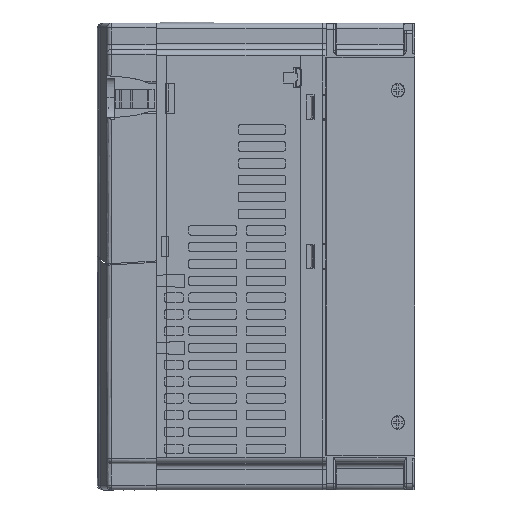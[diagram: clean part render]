
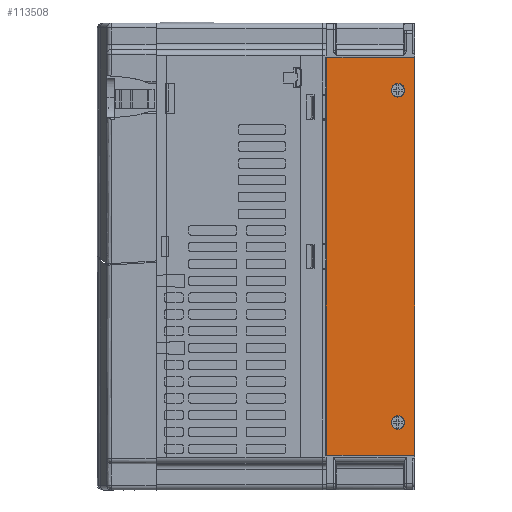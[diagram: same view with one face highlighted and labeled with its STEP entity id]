
A CAD part, left-side view. The second image highlights one B-rep face of the part: STEP entity #113508.
In plain terms, the highlighted planar face has unit normal (-1, 0, 0).
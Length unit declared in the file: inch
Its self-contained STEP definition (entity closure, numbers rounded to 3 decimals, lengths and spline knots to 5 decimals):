
#2316 = CIRCLE ( 'NONE', #134326, 0.14173 ) ;
#4056 = EDGE_LOOP ( 'NONE', ( #123859, #22199, #154748, #42613 ) ) ;
#9473 = CARTESIAN_POINT ( 'NONE',  ( -2.3622, -1.59449, 3.64567 ) ) ;
#12926 = EDGE_CURVE ( 'NONE', #28037, #91069, #159422, .T. ) ;
#13290 = ORIENTED_EDGE ( 'NONE', *, *, #25151, .F. ) ;
#15412 = AXIS2_PLACEMENT_3D ( 'NONE', #50197, #151039, #201948 ) ;
#15492 = CARTESIAN_POINT ( 'NONE',  ( -2.3622, -1.59449, 3.50394 ) ) ;
#15927 = EDGE_CURVE ( 'NONE', #91069, #28037, #144810, .T. ) ;
#20862 = EDGE_CURVE ( 'NONE', #217979, #48274, #209599, .T. ) ;
#21090 = CARTESIAN_POINT ( 'NONE',  ( -2.3622, -1.94882, 0. ) ) ;
#22199 = ORIENTED_EDGE ( 'NONE', *, *, #20862, .F. ) ;
#25151 = EDGE_CURVE ( 'NONE', #67569, #207098, #2316, .T. ) ;
#28037 = VERTEX_POINT ( 'NONE', #94232 ) ;
#31033 = CARTESIAN_POINT ( 'NONE',  ( -2.3622, -1.01231, 4.19291 ) ) ;
#31899 = CARTESIAN_POINT ( 'NONE',  ( -2.3622, -1.59449, 3.50394 ) ) ;
#37140 = AXIS2_PLACEMENT_3D ( 'NONE', #31899, #46913, #151474 ) ;
#38382 = DIRECTION ( 'NONE',  ( 0., 0., -1. ) ) ;
#42613 = ORIENTED_EDGE ( 'NONE', *, *, #124097, .T. ) ;
#43192 = FACE_OUTER_BOUND ( 'NONE', #4056, .T. ) ;
#45821 = DIRECTION ( 'NONE',  ( 0., 0., 1. ) ) ;
#46913 = DIRECTION ( 'NONE',  ( -1., 0., 0. ) ) ;
#48090 = CARTESIAN_POINT ( 'NONE',  ( -2.3622, -1.01231, -4.19291 ) ) ;
#48274 = VERTEX_POINT ( 'NONE', #177453 ) ;
#50197 = CARTESIAN_POINT ( 'NONE',  ( -2.3622, -1.01575, 0. ) ) ;
#57133 = CARTESIAN_POINT ( 'NONE',  ( -2.3622, -0.08268, 0. ) ) ;
#59989 = ORIENTED_EDGE ( 'NONE', *, *, #12926, .F. ) ;
#66773 = DIRECTION ( 'NONE',  ( 0., 1., 0. ) ) ;
#67001 = LINE ( 'NONE', #31033, #176610 ) ;
#67569 = VERTEX_POINT ( 'NONE', #148594 ) ;
#67701 = DIRECTION ( 'NONE',  ( 0., 1., 0. ) ) ;
#68825 = EDGE_CURVE ( 'NONE', #100370, #48274, #193745, .T. ) ;
#73192 = CARTESIAN_POINT ( 'NONE',  ( -2.3622, -1.59449, -3.64567 ) ) ;
#75310 = DIRECTION ( 'NONE',  ( 0., 0., 1. ) ) ;
#80910 = DIRECTION ( 'NONE',  ( -1., 0., 0. ) ) ;
#83532 = VERTEX_POINT ( 'NONE', #84031 ) ;
#84031 = CARTESIAN_POINT ( 'NONE',  ( -2.3622, -1.94882, 4.19291 ) ) ;
#87471 = ORIENTED_EDGE ( 'NONE', *, *, #115261, .F. ) ;
#91069 = VERTEX_POINT ( 'NONE', #9473 ) ;
#93255 = DIRECTION ( 'NONE',  ( -1., 0., 0. ) ) ;
#93837 = CARTESIAN_POINT ( 'NONE',  ( -2.3622, -1.94882, -4.19291 ) ) ;
#94232 = CARTESIAN_POINT ( 'NONE',  ( -2.3622, -1.59449, 3.3622 ) ) ;
#95423 = AXIS2_PLACEMENT_3D ( 'NONE', #15492, #119493, #221188 ) ;
#100362 = CARTESIAN_POINT ( 'NONE',  ( -2.3622, -1.59449, -3.50394 ) ) ;
#100370 = VERTEX_POINT ( 'NONE', #213705 ) ;
#106684 = CIRCLE ( 'NONE', #151669, 0.14173 ) ;
#108960 = CARTESIAN_POINT ( 'NONE',  ( -2.3622, -1.59449, -3.50394 ) ) ;
#113508 = ADVANCED_FACE ( 'NONE', ( #123401, #203704, #43192 ), #149539, .F. ) ;
#115261 = EDGE_CURVE ( 'NONE', #207098, #67569, #106684, .T. ) ;
#119493 = DIRECTION ( 'NONE',  ( -1., 0., 0. ) ) ;
#123401 = FACE_BOUND ( 'NONE', #148576, .T. ) ;
#123859 = ORIENTED_EDGE ( 'NONE', *, *, #68825, .T. ) ;
#124097 = EDGE_CURVE ( 'NONE', #83532, #100370, #67001, .T. ) ;
#124234 = VECTOR ( 'NONE', #211885, 39.37008 ) ;
#134326 = AXIS2_PLACEMENT_3D ( 'NONE', #100362, #80910, #45821 ) ;
#144810 = CIRCLE ( 'NONE', #37140, 0.14173 ) ;
#148576 = EDGE_LOOP ( 'NONE', ( #13290, #87471 ) ) ;
#148594 = CARTESIAN_POINT ( 'NONE',  ( -2.3622, -1.59449, -3.3622 ) ) ;
#149271 = EDGE_LOOP ( 'NONE', ( #59989, #220190 ) ) ;
#149539 = PLANE ( 'NONE',  #15412 ) ;
#150482 = VECTOR ( 'NONE', #66773, 39.37008 ) ;
#151039 = DIRECTION ( 'NONE',  ( 1., 0., 0. ) ) ;
#151474 = DIRECTION ( 'NONE',  ( 0., 0., -1. ) ) ;
#151669 = AXIS2_PLACEMENT_3D ( 'NONE', #108960, #93255, #75310 ) ;
#154748 = ORIENTED_EDGE ( 'NONE', *, *, #181659, .F. ) ;
#159422 = CIRCLE ( 'NONE', #95423, 0.14173 ) ;
#176610 = VECTOR ( 'NONE', #67701, 39.37008 ) ;
#177453 = CARTESIAN_POINT ( 'NONE',  ( -2.3622, -0.08268, -4.19291 ) ) ;
#181659 = EDGE_CURVE ( 'NONE', #83532, #217979, #216206, .T. ) ;
#193745 = LINE ( 'NONE', #57133, #124234 ) ;
#201948 = DIRECTION ( 'NONE',  ( 0., 0., -1. ) ) ;
#203704 = FACE_BOUND ( 'NONE', #149271, .T. ) ;
#207098 = VERTEX_POINT ( 'NONE', #73192 ) ;
#209599 = LINE ( 'NONE', #48090, #150482 ) ;
#211885 = DIRECTION ( 'NONE',  ( 0., 0., -1. ) ) ;
#213638 = VECTOR ( 'NONE', #38382, 39.37008 ) ;
#213705 = CARTESIAN_POINT ( 'NONE',  ( -2.3622, -0.08268, 4.19291 ) ) ;
#216206 = LINE ( 'NONE', #21090, #213638 ) ;
#217979 = VERTEX_POINT ( 'NONE', #93837 ) ;
#220190 = ORIENTED_EDGE ( 'NONE', *, *, #15927, .F. ) ;
#221188 = DIRECTION ( 'NONE',  ( 0., 0., -1. ) ) ;
